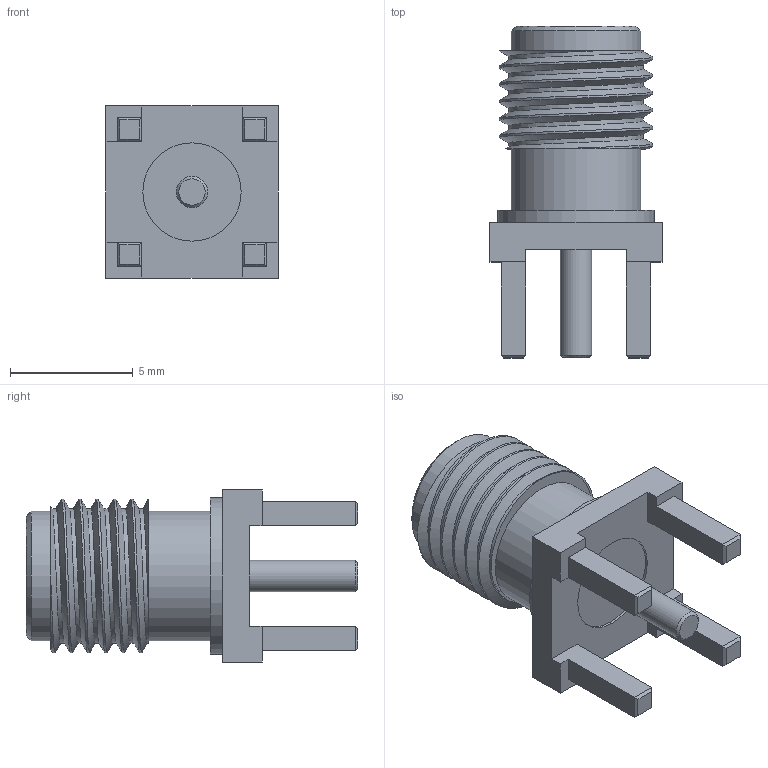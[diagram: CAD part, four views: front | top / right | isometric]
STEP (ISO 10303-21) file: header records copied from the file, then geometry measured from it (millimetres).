
FILE_DESCRIPTION(/* description */ (''),/* implementation_level */ '2;1');
FILE_NAME(/* name */ 'SMA-AdamTech-RF2-19A.step',/* time_stamp */ '2019-06-12T15:11:37+02:00',/* author */ (''),/* organization */ (''),/* preprocessor_version */ 'ST-DEVELOPER v18',/* originating_system */ 'Autodesk Translation Framework v8.2.0.1029',/* authorisation */ '');
FILE_SCHEMA (('AUTOMOTIVE_DESIGN { 1 0 10303 214 3 1 1 }'));
Length unit declared in the file: millimetre
Products named in the file (1): SMA straight
Bounding box: 7 x 13.5 x 7 mm (x, y, z)
Volume: 226.8 mm3; surface area: 462.9 mm2
Topology: 1 solids, 1 shells, 81 faces, 192 edges, 122 vertices
Faces by surface type: plane 55, cylinder 22, cone 2, bspline 2
Full cylindrical faces by diameter (mm): 1 x1, 1.2 x1, 1.27 x1, 4 x1, 4.6 x1, 5.28 x2, 5.489 x5, 6.259 x5, 6.35 x1
Entity records: 3309 total; most frequent: CARTESIAN_POINT 1439, ORIENTED_EDGE 384, DIRECTION 344, EDGE_CURVE 192, LINE 138, VECTOR 138, VERTEX_POINT 122, AXIS2_PLACEMENT_3D 103
